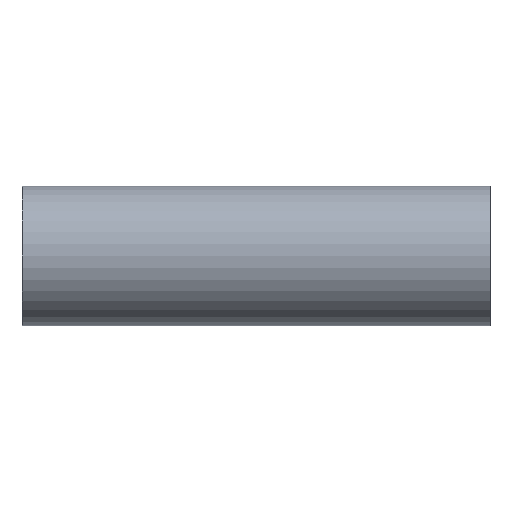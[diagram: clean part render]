
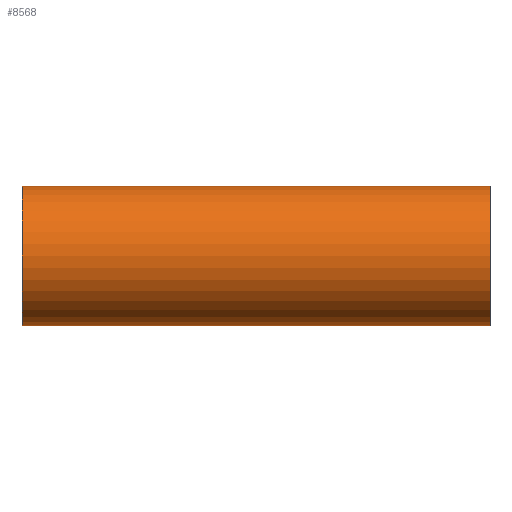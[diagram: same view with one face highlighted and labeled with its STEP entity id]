
A CAD part, left-side view. The second image highlights one B-rep face of the part: STEP entity #8568.
In plain terms, the highlighted cylindrical face has radius 13 mm (diameter 26 mm), a partial arc.
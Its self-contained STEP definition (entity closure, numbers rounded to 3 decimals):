
#139=CYLINDRICAL_SURFACE('',#9076,13.);
#877=FACE_OUTER_BOUND('',#1354,.T.);
#1354=EDGE_LOOP('',(#7087,#7088,#7089,#7090));
#1663=CIRCLE('',#9077,13.);
#1664=CIRCLE('',#9078,13.);
#2005=LINE('',#12141,#3095);
#2225=LINE('',#13008,#3315);
#3095=VECTOR('',#9963,10.);
#3315=VECTOR('',#10353,10.);
#4103=VERTEX_POINT('',#12135);
#4105=VERTEX_POINT('',#12139);
#4282=VERTEX_POINT('',#13004);
#4283=VERTEX_POINT('',#13006);
#5015=EDGE_CURVE('',#4103,#4105,#2005,.T.);
#5287=EDGE_CURVE('',#4282,#4103,#1663,.T.);
#5288=EDGE_CURVE('',#4283,#4105,#1664,.T.);
#5289=EDGE_CURVE('',#4282,#4283,#2225,.T.);
#7087=ORIENTED_EDGE('',*,*,#5287,.T.);
#7088=ORIENTED_EDGE('',*,*,#5015,.T.);
#7089=ORIENTED_EDGE('',*,*,#5288,.F.);
#7090=ORIENTED_EDGE('',*,*,#5289,.F.);
#8568=ADVANCED_FACE('',(#877),#139,.T.);
#9076=AXIS2_PLACEMENT_3D('',#13003,#10347,#10348);
#9077=AXIS2_PLACEMENT_3D('',#13005,#10349,#10350);
#9078=AXIS2_PLACEMENT_3D('',#13007,#10351,#10352);
#9963=DIRECTION('',(0.,1.,0.));
#10347=DIRECTION('center_axis',(0.,1.,0.));
#10348=DIRECTION('ref_axis',(0.,0.,-1.));
#10349=DIRECTION('center_axis',(0.,1.,0.));
#10350=DIRECTION('ref_axis',(0.,0.,-1.));
#10351=DIRECTION('center_axis',(0.,1.,0.));
#10352=DIRECTION('ref_axis',(0.,0.,-1.));
#10353=DIRECTION('',(0.,1.,0.));
#12135=CARTESIAN_POINT('',(0.,0.,24.));
#12139=CARTESIAN_POINT('',(0.,87.,24.));
#12141=CARTESIAN_POINT('',(0.,0.,24.));
#13003=CARTESIAN_POINT('Origin',(0.,0.,11.));
#13004=CARTESIAN_POINT('',(0.,0.,-2.));
#13005=CARTESIAN_POINT('Origin',(0.,0.,11.));
#13006=CARTESIAN_POINT('',(0.,87.,-2.));
#13007=CARTESIAN_POINT('Origin',(0.,87.,11.));
#13008=CARTESIAN_POINT('',(0.,0.,-2.));
